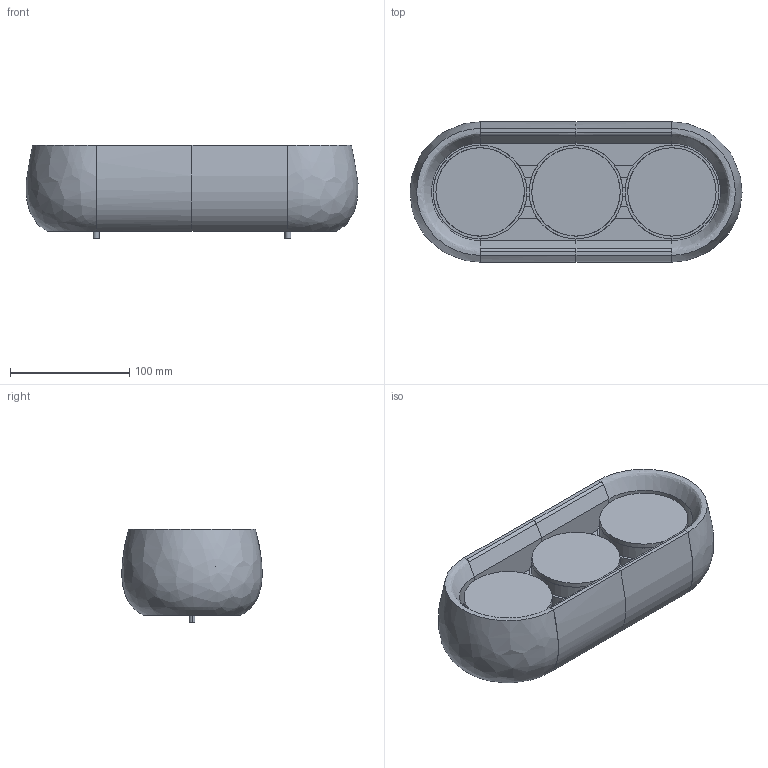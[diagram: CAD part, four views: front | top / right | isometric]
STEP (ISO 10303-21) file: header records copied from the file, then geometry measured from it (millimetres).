
FILE_DESCRIPTION(/* description */ (''),/* implementation_level */ '2;1');
FILE_NAME(/* name */ 'T456_Mysia_Soffitto_3Luci_DisegnoAssonometrico',/* time_stamp */ '2023-11-16T18:30:06+01:00',/* author */ (''),/* organization */ (''),/* preprocessor_version */ 'ST-DEVELOPER v16.5',/* originating_system */ 'Rhino 7.24',/* authorisation */ '');
FILE_SCHEMA (('CONFIG_CONTROL_DESIGN'));
Length unit declared in the file: millimetre
Products named in the file (1): Document
Bounding box: 278.39 x 117.76 x 78.68 mm (x, y, z)
Volume: 552442 mm3; surface area: 265087.1 mm2
Topology: 44 solids, 63 shells, 775 faces, 1794 edges, 1162 vertices
Faces by surface type: plane 372, cylinder 333, bspline 70
Entity records: 21559 total; most frequent: CARTESIAN_POINT 9548, ORIENTED_EDGE 3462, EDGE_CURVE 1782, VERTEX_POINT 1142, EDGE_LOOP 906, ADVANCED_FACE 775, FACE_OUTER_BOUND 775, DIRECTION 713
